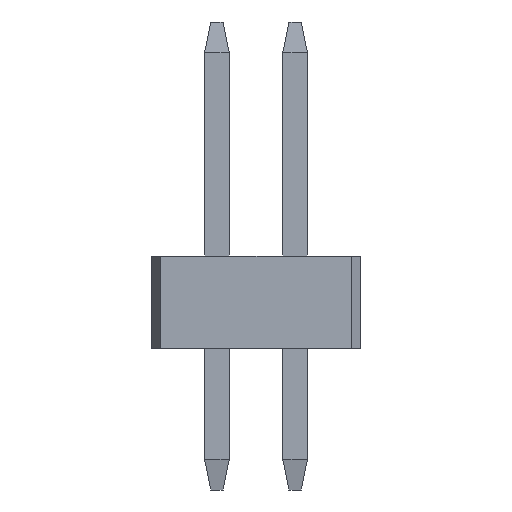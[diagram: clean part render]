
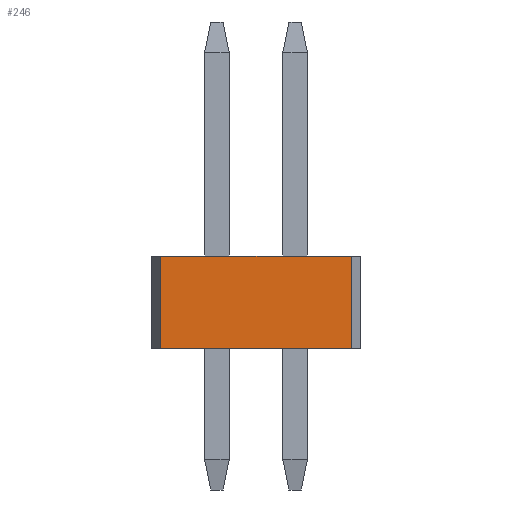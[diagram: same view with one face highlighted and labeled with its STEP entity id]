
A CAD part, left-side view. The second image highlights one B-rep face of the part: STEP entity #246.
In plain terms, the highlighted planar face has unit normal (-1, 0, 0).
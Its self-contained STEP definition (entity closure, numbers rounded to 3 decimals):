
#246=ADVANCED_FACE('',(#490),#3736,.T.);
#490=FACE_OUTER_BOUND('',#744,.T.);
#744=EDGE_LOOP('',(#1510,#1511,#1512,#1513));
#1510=ORIENTED_EDGE('',*,*,#2296,.F.);
#1511=ORIENTED_EDGE('',*,*,#2391,.F.);
#1512=ORIENTED_EDGE('',*,*,#2269,.F.);
#1513=ORIENTED_EDGE('',*,*,#2390,.F.);
#2269=EDGE_CURVE('',#3305,#3462,#2865,.T.);
#2296=EDGE_CURVE('',#3468,#3306,#2892,.T.);
#2390=EDGE_CURVE('',#3306,#3305,#2986,.T.);
#2391=EDGE_CURVE('',#3462,#3468,#2987,.T.);
#2865=B_SPLINE_CURVE_WITH_KNOTS('',1,(#5082,#5083),.UNSPECIFIED.,.F.,.F.,
(2,2),(0.,1.),.UNSPECIFIED.);
#2892=B_SPLINE_CURVE_WITH_KNOTS('',1,(#5136,#5137),.UNSPECIFIED.,.F.,.F.,
(2,2),(-1.,0.),.UNSPECIFIED.);
#2986=B_SPLINE_CURVE_WITH_KNOTS('',1,(#5324,#5325),.UNSPECIFIED.,.F.,.F.,
(2,2),(0.044,0.956),.UNSPECIFIED.);
#2987=B_SPLINE_CURVE_WITH_KNOTS('',1,(#5326,#5327),.UNSPECIFIED.,.F.,.F.,
(2,2),(-14.25,-11.15),.UNSPECIFIED.);
#3305=VERTEX_POINT('',#4531);
#3306=VERTEX_POINT('',#4532);
#3462=VERTEX_POINT('',#4688);
#3468=VERTEX_POINT('',#4694);
#3736=PLANE('',#4000);
#4000=AXIS2_PLACEMENT_3D('',#4494,#4247,$);
#4247=DIRECTION('',(-1.,0.,0.));
#4494=CARTESIAN_POINT('',(-3.175,-6.985,-3.165));
#4531=CARTESIAN_POINT('',(-3.175,1.55,0.01));
#4532=CARTESIAN_POINT('',(-3.175,-1.55,0.01));
#4688=CARTESIAN_POINT('',(-3.175,1.55,1.51));
#4694=CARTESIAN_POINT('',(-3.175,-1.55,1.51));
#5082=CARTESIAN_POINT('',(-3.175,1.55,0.01));
#5083=CARTESIAN_POINT('',(-3.175,1.55,1.51));
#5136=CARTESIAN_POINT('',(-3.175,-1.55,1.51));
#5137=CARTESIAN_POINT('',(-3.175,-1.55,0.01));
#5324=CARTESIAN_POINT('',(-3.175,-1.55,0.01));
#5325=CARTESIAN_POINT('',(-3.175,1.55,0.01));
#5326=CARTESIAN_POINT('',(-3.175,1.55,1.51));
#5327=CARTESIAN_POINT('',(-3.175,-1.55,1.51));
